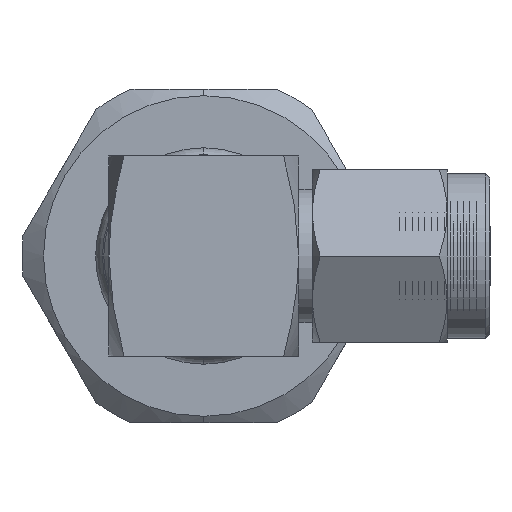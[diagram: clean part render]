
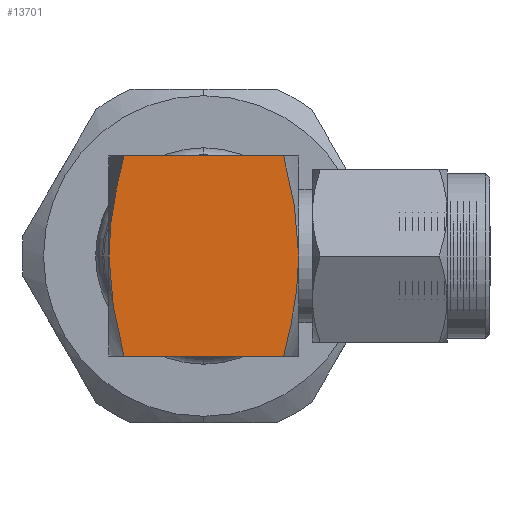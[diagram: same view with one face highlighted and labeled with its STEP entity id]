
A CAD part, left-side view. The second image highlights one B-rep face of the part: STEP entity #13701.
In plain terms, the highlighted planar face has unit normal (-1, 0, 0).
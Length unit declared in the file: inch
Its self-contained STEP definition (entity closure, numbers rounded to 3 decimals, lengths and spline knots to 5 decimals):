
#14 = B_SPLINE_CURVE_WITH_KNOTS ( 'NONE', 3,
 ( #2610, #15051, #15607, #4827, #23833, #21995 ),
 .UNSPECIFIED., .F., .F.,
 ( 4, 2, 4 ),
 ( 0.01977, 0.02219, 0.0246 ),
 .UNSPECIFIED. ) ;
#1152 = LINE ( 'NONE', #9678, #6654 ) ;
#1258 = CARTESIAN_POINT ( 'NONE',  ( -0.187, 0.16372, 0.12557 ) ) ;
#1912 = AXIS2_PLACEMENT_3D ( 'NONE', #24457, #5184, #3090 ) ;
#2610 = CARTESIAN_POINT ( 'NONE',  ( -0.187, -0.177, 0. ) ) ;
#2798 = VECTOR ( 'NONE', #15719, 39.37008 ) ;
#3090 = DIRECTION ( 'NONE',  ( 0., 0., -1. ) ) ;
#3106 = EDGE_CURVE ( 'NONE', #10058, #7853, #13584, .T. ) ;
#3617 = EDGE_CURVE ( 'NONE', #15923, #20737, #12884, .T. ) ;
#4634 = ORIENTED_EDGE ( 'NONE', *, *, #25627, .F. ) ;
#4827 = CARTESIAN_POINT ( 'NONE',  ( -0.187, -0.16382, -0.12504 ) ) ;
#5174 = CARTESIAN_POINT ( 'NONE',  ( -0.187, 0.14881, -0.187 ) ) ;
#5184 = DIRECTION ( 'NONE',  ( 1., 0., 0. ) ) ;
#5468 = CARTESIAN_POINT ( 'NONE',  ( -0.187, -0.177, 0. ) ) ;
#6282 = CARTESIAN_POINT ( 'NONE',  ( -0.187, -0.14881, 0.187 ) ) ;
#6654 = VECTOR ( 'NONE', #20392, 39.37008 ) ;
#6667 = ORIENTED_EDGE ( 'NONE', *, *, #26343, .F. ) ;
#7315 = ORIENTED_EDGE ( 'NONE', *, *, #3106, .T. ) ;
#7853 = VERTEX_POINT ( 'NONE', #14455 ) ;
#8529 = CARTESIAN_POINT ( 'NONE',  ( -0.187, -0.16372, 0.12557 ) ) ;
#9505 = CARTESIAN_POINT ( 'NONE',  ( -0.187, 0.15668, 0.15641 ) ) ;
#9645 = CARTESIAN_POINT ( 'NONE',  ( -0.187, 0.17401, 0.06269 ) ) ;
#9678 = CARTESIAN_POINT ( 'NONE',  ( -0.187, -0.177, 0.187 ) ) ;
#9939 = CARTESIAN_POINT ( 'NONE',  ( -0.187, 0.177, 0. ) ) ;
#10058 = VERTEX_POINT ( 'NONE', #5174 ) ;
#10756 = CARTESIAN_POINT ( 'NONE',  ( -0.187, 0.14881, -0.187 ) ) ;
#12126 = CARTESIAN_POINT ( 'NONE',  ( -0.187, 0.177, 0. ) ) ;
#12644 = ORIENTED_EDGE ( 'NONE', *, *, #19190, .F. ) ;
#12686 = ORIENTED_EDGE ( 'NONE', *, *, #3617, .F. ) ;
#12884 = B_SPLINE_CURVE_WITH_KNOTS ( 'NONE', 3,
 ( #9939, #20210, #9645, #1258, #9505, #18074 ),
 .UNSPECIFIED., .F., .F.,
 ( 4, 2, 4 ),
 ( 0.00974, 0.01215, 0.01457 ),
 .UNSPECIFIED. ) ;
#13584 = LINE ( 'NONE', #26315, #2798 ) ;
#13701 = ADVANCED_FACE ( 'NONE', ( #17542 ), #26569, .F. ) ;
#13735 = VERTEX_POINT ( 'NONE', #5468 ) ;
#14455 = CARTESIAN_POINT ( 'NONE',  ( -0.187, -0.14881, -0.187 ) ) ;
#14649 = CARTESIAN_POINT ( 'NONE',  ( -0.187, 0.14881, 0.187 ) ) ;
#14735 = B_SPLINE_CURVE_WITH_KNOTS ( 'NONE', 3,
 ( #10756, #19362, #26259, #14832, #23466, #23742 ),
 .UNSPECIFIED., .F., .F.,
 ( 4, 2, 4 ),
 ( 0.0049, 0.00732, 0.00974 ),
 .UNSPECIFIED. ) ;
#14832 = CARTESIAN_POINT ( 'NONE',  ( -0.187, 0.174, -0.06266 ) ) ;
#15051 = CARTESIAN_POINT ( 'NONE',  ( -0.187, -0.177, -0.03139 ) ) ;
#15607 = CARTESIAN_POINT ( 'NONE',  ( -0.187, -0.174, -0.06266 ) ) ;
#15719 = DIRECTION ( 'NONE',  ( 0., -1., 0. ) ) ;
#15923 = VERTEX_POINT ( 'NONE', #12126 ) ;
#16850 = EDGE_LOOP ( 'NONE', ( #17885, #6667, #12686, #12644, #7315, #4634 ) ) ;
#17086 = CARTESIAN_POINT ( 'NONE',  ( -0.187, -0.177, 0.03127 ) ) ;
#17542 = FACE_OUTER_BOUND ( 'NONE', #16850, .T. ) ;
#17885 = ORIENTED_EDGE ( 'NONE', *, *, #18201, .F. ) ;
#18074 = CARTESIAN_POINT ( 'NONE',  ( -0.187, 0.14881, 0.187 ) ) ;
#18201 = EDGE_CURVE ( 'NONE', #20436, #13735, #22179, .T. ) ;
#19086 = CARTESIAN_POINT ( 'NONE',  ( -0.187, -0.17401, 0.06269 ) ) ;
#19190 = EDGE_CURVE ( 'NONE', #10058, #15923, #14735, .T. ) ;
#19357 = CARTESIAN_POINT ( 'NONE',  ( -0.187, -0.15668, 0.15641 ) ) ;
#19362 = CARTESIAN_POINT ( 'NONE',  ( -0.187, 0.15673, -0.1562 ) ) ;
#20210 = CARTESIAN_POINT ( 'NONE',  ( -0.187, 0.177, 0.03127 ) ) ;
#20392 = DIRECTION ( 'NONE',  ( 0., -1., 0. ) ) ;
#20436 = VERTEX_POINT ( 'NONE', #20795 ) ;
#20737 = VERTEX_POINT ( 'NONE', #14649 ) ;
#20795 = CARTESIAN_POINT ( 'NONE',  ( -0.187, -0.14881, 0.187 ) ) ;
#21995 = CARTESIAN_POINT ( 'NONE',  ( -0.187, -0.14881, -0.187 ) ) ;
#22179 = B_SPLINE_CURVE_WITH_KNOTS ( 'NONE', 3,
 ( #6282, #19357, #8529, #19086, #17086, #27683 ),
 .UNSPECIFIED., .F., .F.,
 ( 4, 2, 4 ),
 ( 0.01497, 0.01737, 0.01977 ),
 .UNSPECIFIED. ) ;
#23466 = CARTESIAN_POINT ( 'NONE',  ( -0.187, 0.177, -0.03139 ) ) ;
#23742 = CARTESIAN_POINT ( 'NONE',  ( -0.187, 0.177, 0. ) ) ;
#23833 = CARTESIAN_POINT ( 'NONE',  ( -0.187, -0.15673, -0.1562 ) ) ;
#24457 = CARTESIAN_POINT ( 'NONE',  ( -0.187, -0.177, 0.187 ) ) ;
#25627 = EDGE_CURVE ( 'NONE', #13735, #7853, #14, .T. ) ;
#26259 = CARTESIAN_POINT ( 'NONE',  ( -0.187, 0.16382, -0.12504 ) ) ;
#26315 = CARTESIAN_POINT ( 'NONE',  ( -0.187, -0.177, -0.187 ) ) ;
#26343 = EDGE_CURVE ( 'NONE', #20737, #20436, #1152, .T. ) ;
#26569 = PLANE ( 'NONE',  #1912 ) ;
#27683 = CARTESIAN_POINT ( 'NONE',  ( -0.187, -0.177, 0. ) ) ;
